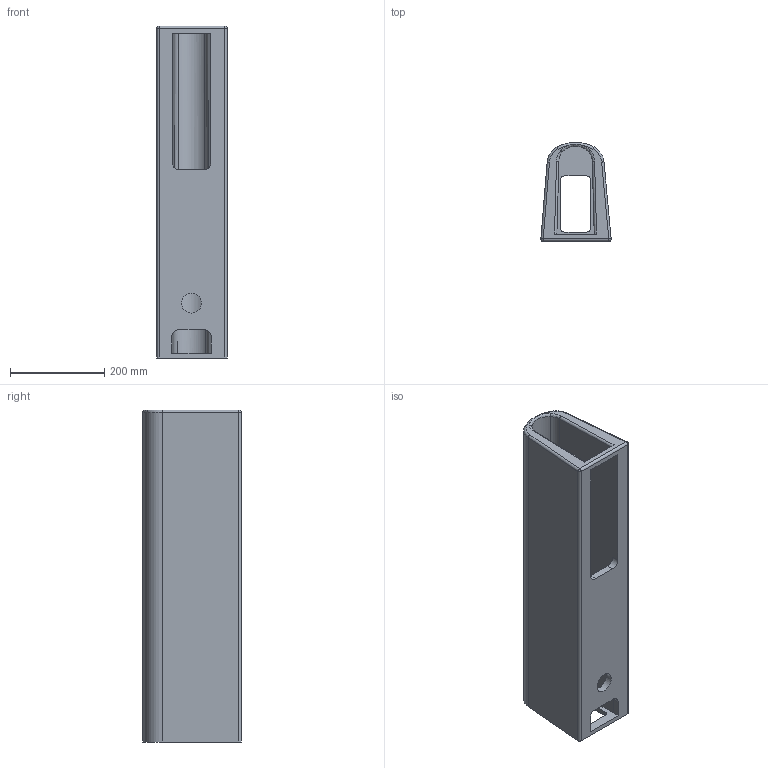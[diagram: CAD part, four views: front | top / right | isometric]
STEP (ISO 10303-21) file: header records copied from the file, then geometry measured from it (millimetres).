
FILE_DESCRIPTION((''),'2;1');
FILE_NAME('086516.stp','2007-07-11T17:26:12',('Huebner'),(''),'Autodesk Inventor 11','Autodesk Inventor 11','');
FILE_SCHEMA(('AUTOMOTIVE_DESIGN { 1 0 10303 214 1 1 1 1 }'));
Length unit declared in the file: millimetre
Products named in the file (2): 086516
Assembly tree (1 placements, depth 2):
  086516
    086516
Bounding box: 149.06 x 209.75 x 705 mm (x, y, z)
Volume: 8670369.9 mm3; surface area: 800744.8 mm2
Topology: 1 solids, 1 shells, 49 faces, 133 edges, 82 vertices
Faces by surface type: cylinder 19, plane 19, bspline 6, torus 3, sphere 2
Full cylindrical faces by diameter (mm): 42.394 x1
Entity records: 2224 total; most frequent: CARTESIAN_POINT 951, ORIENTED_EDGE 260, DIRECTION 254, EDGE_CURVE 130, AXIS2_PLACEMENT_3D 92, VERTEX_POINT 82, VECTOR 70, LINE 70
